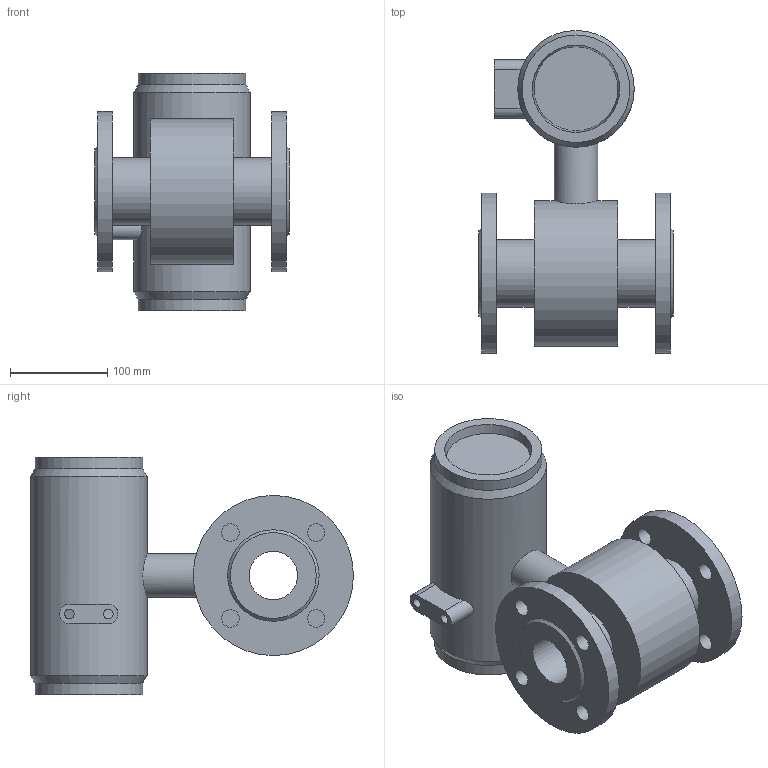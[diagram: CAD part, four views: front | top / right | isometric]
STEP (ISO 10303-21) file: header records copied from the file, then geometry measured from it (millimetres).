
FILE_DESCRIPTION(/* description */ (''),/* implementation_level */ '2;1');
FILE_NAME(/* name */ '_3D_FM200-DN50-口径DN50-一体式.stp',/* time_stamp */ '2023-11-30T18:38:59+08:00',/* author */ (''),/* organization */ (''),/* preprocessor_version */ 'ST-DEVELOPER v16.7',/* originating_system */ 'SIEMENS PLM Software NX 12.0',/* authorisation */ '');
FILE_SCHEMA (('AUTOMOTIVE_DESIGN { 1 0 10303 214 3 1 1 1 }'));
Length unit declared in the file: millimetre
Products named in the file (1): Mayn25645F9Awu99
Bounding box: 200 x 332.5 x 245 mm (x, y, z)
Volume: 4787805.1 mm3; surface area: 336581.2 mm2
Topology: 1 solids, 1 shells, 45 faces, 103 edges, 73 vertices
Faces by surface type: cylinder 24, plane 15, cone 6
Full cylindrical faces by diameter (mm): 10 x2, 18 x8, 45 x1, 50 x1, 70 x2, 110.762 x2, 120 x1, 150 x1, 165 x2
Entity records: 1198 total; most frequent: CARTESIAN_POINT 278, DIRECTION 194, ORIENTED_EDGE 120, EDGE_LOOP 102, FACE_BOUND 94, AXIS2_PLACEMENT_3D 94, EDGE_CURVE 60, VERTEX_POINT 56
